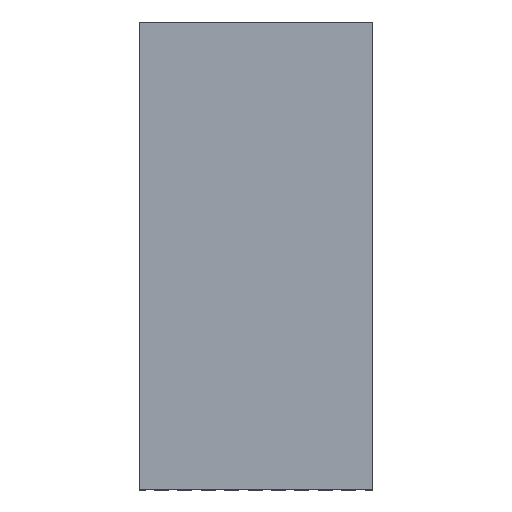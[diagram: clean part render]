
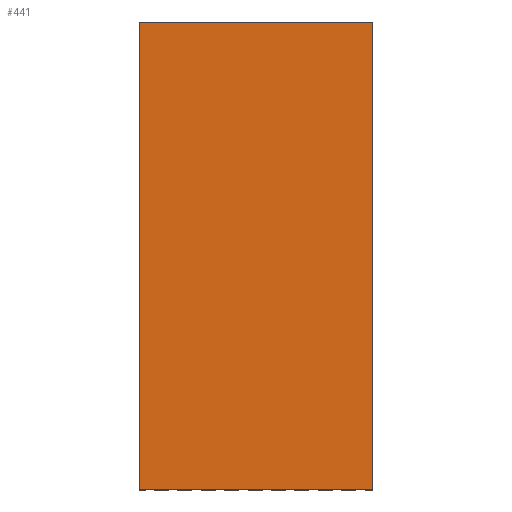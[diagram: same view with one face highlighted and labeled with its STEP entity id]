
A CAD part, top view. The second image highlights one B-rep face of the part: STEP entity #441.
In plain terms, the highlighted free-form (B-spline) face has degree [1, 1] with [2, 2] control points.
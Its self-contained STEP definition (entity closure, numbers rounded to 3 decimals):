
#418 = VERTEX_POINT('',#419);
#419 = CARTESIAN_POINT('',(-101.565,0.,0.));
#424 = EDGE_CURVE('',#425,#418,#427,.T.);
#425 = VERTEX_POINT('',#426);
#426 = CARTESIAN_POINT('',(-101.565,406.259,0.));
#427 = B_SPLINE_CURVE_WITH_KNOTS('',1,(#428,#429),.UNSPECIFIED.,.F.,.F.,
  (2,2),(-0.,500.),.PIECEWISE_BEZIER_KNOTS.);
#428 = CARTESIAN_POINT('',(-101.565,406.259,0.));
#429 = CARTESIAN_POINT('',(-101.565,0.,0.));
#441 = ADVANCED_FACE('',(#442),#464,.F.);
#442 = FACE_BOUND('',#443,.T.);
#443 = EDGE_LOOP('',(#444,#451,#458,#463));
#444 = ORIENTED_EDGE('',*,*,#445,.T.);
#445 = EDGE_CURVE('',#418,#446,#448,.T.);
#446 = VERTEX_POINT('',#447);
#447 = CARTESIAN_POINT('',(101.565,0.,0.));
#448 = B_SPLINE_CURVE_WITH_KNOTS('',1,(#449,#450),.UNSPECIFIED.,.F.,.F.,
  (2,2),(0.,250.),.PIECEWISE_BEZIER_KNOTS.);
#449 = CARTESIAN_POINT('',(-101.565,0.,0.));
#450 = CARTESIAN_POINT('',(101.565,0.,0.));
#451 = ORIENTED_EDGE('',*,*,#452,.F.);
#452 = EDGE_CURVE('',#453,#446,#455,.T.);
#453 = VERTEX_POINT('',#454);
#454 = CARTESIAN_POINT('',(101.565,406.259,
    0.));
#455 = B_SPLINE_CURVE_WITH_KNOTS('',1,(#456,#457),.UNSPECIFIED.,.F.,.F.,
  (2,2),(-0.,500.),.PIECEWISE_BEZIER_KNOTS.);
#456 = CARTESIAN_POINT('',(101.565,406.259,
    0.));
#457 = CARTESIAN_POINT('',(101.565,0.,0.));
#458 = ORIENTED_EDGE('',*,*,#459,.F.);
#459 = EDGE_CURVE('',#425,#453,#460,.T.);
#460 = B_SPLINE_CURVE_WITH_KNOTS('',1,(#461,#462),.UNSPECIFIED.,.F.,.F.,
  (2,2),(0.,250.),.PIECEWISE_BEZIER_KNOTS.);
#461 = CARTESIAN_POINT('',(-101.565,406.259,0.));
#462 = CARTESIAN_POINT('',(101.565,406.259,
    0.));
#463 = ORIENTED_EDGE('',*,*,#424,.T.);
#464 = B_SPLINE_SURFACE_WITH_KNOTS('',1,1,(
    (#465,#466)
    ,(#467,#468
    )),.UNSPECIFIED.,.F.,.F.,.F.,(2,2),(2,2),(-250.,0.),(-500.,0.),
  .PIECEWISE_BEZIER_KNOTS.);
#465 = CARTESIAN_POINT('',(101.565,0.,0.));
#466 = CARTESIAN_POINT('',(101.565,406.259,
    0.));
#467 = CARTESIAN_POINT('',(-101.565,0.,0.));
#468 = CARTESIAN_POINT('',(-101.565,406.259,0.));
